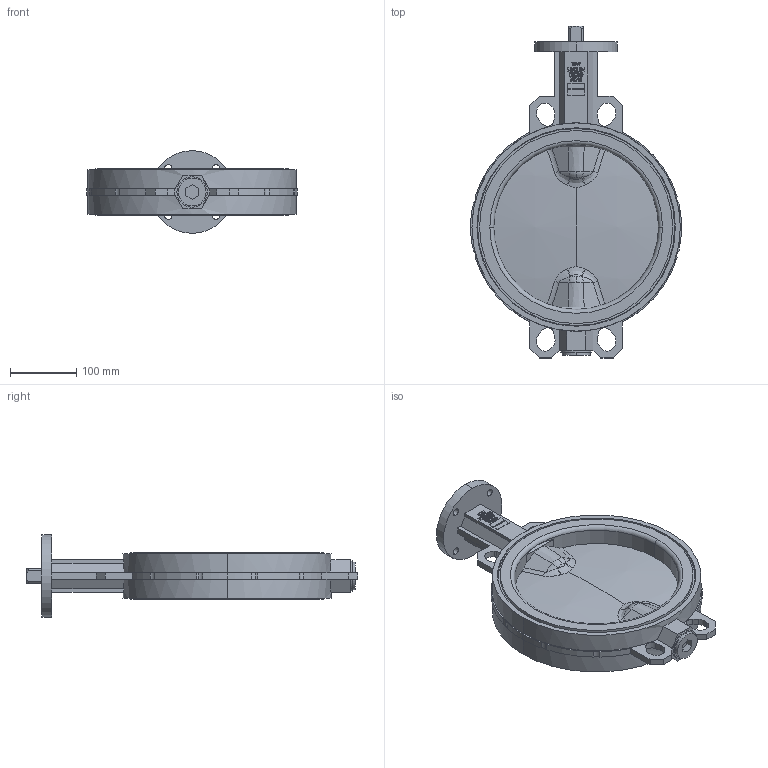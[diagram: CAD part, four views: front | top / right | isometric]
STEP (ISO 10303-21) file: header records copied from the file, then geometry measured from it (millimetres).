
FILE_DESCRIPTION (( 'STEP AP214' ), '1' );
FILE_NAME ('EVCLS-i DN250 PN16 F10-L22.STEP', '2024-04-24T13:55:59', ( '' ), ( '' ), 'SwSTEP 2.0', 'SolidWorks 2015', '' );
FILE_SCHEMA (( 'AUTOMOTIVE_DESIGN' ));
Length unit declared in the file: millimetre
Products named in the file (1): EVCLS-i DN250 PN16 F10-L22
Bounding box: 318.53 x 502 x 125 mm (x, y, z)
Volume: 3436820.2 mm3; surface area: 356175.6 mm2
Topology: 1 solids, 1 shells, 491 faces, 1309 edges, 857 vertices
Faces by surface type: plane 256, bspline 105, cylinder 89, torus 24, cone 13, sphere 4
Entity records: 25367 total; most frequent: CARTESIAN_POINT 9128, ORIENTED_EDGE 2618, DIRECTION 2096, EDGE_CURVE 1309, VERTEX_POINT 857, VECTOR 778, LINE 778, AXIS2_PLACEMENT_3D 659
